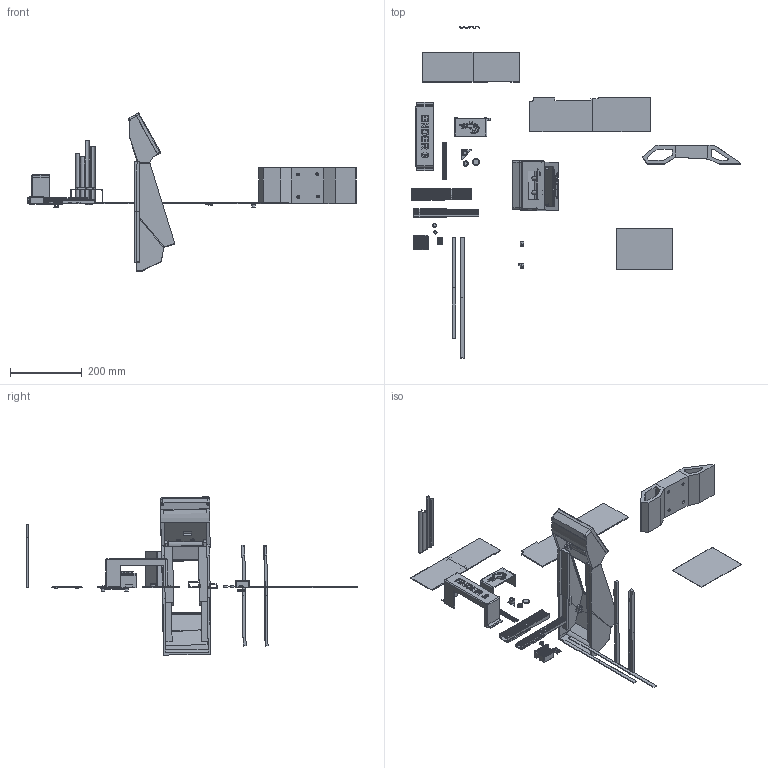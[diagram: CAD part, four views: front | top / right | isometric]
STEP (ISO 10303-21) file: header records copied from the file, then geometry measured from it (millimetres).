
FILE_DESCRIPTION(/* description */ (''),/* implementation_level */ '2;1');
FILE_NAME(/* name */ 'CPU For 3D Printer.step',/* time_stamp */ '2023-02-06T11:55:01+01:00',/* author */ (''),/* organization */ (''),/* preprocessor_version */ 'ST-DEVELOPER v19.2',/* originating_system */ 'Autodesk Translation Framework v11.17.0.187',/* authorisation */ '');
FILE_SCHEMA (('AUTOMOTIVE_DESIGN { 1 0 10303 214 3 1 1 }'));
Products named in the file (2): PC; CNC
Assembly tree (1 placements, depth 2):
  PC
    CNC
Bounding box: 913.46 x 923.08 x 439.81 mm (x, y, z)
Volume: 1915168.6 mm3; surface area: 762034.4 mm2
Topology: 39 solids, 40 shells, 1765 faces, 4690 edges, 3087 vertices
Faces by surface type: plane 782, bspline 662, cylinder 298, torus 10, sphere 8, cone 5
Full cylindrical faces by diameter (mm): 2 x3, 3 x24, 5 x4, 7 x3, 8 x4, 9 x2, 9.9 x2, 10 x12, 11 x1, 15 x2
Entity records: 57744 total; most frequent: CARTESIAN_POINT 19065, ORIENTED_EDGE 9364, DIRECTION 6221, EDGE_CURVE 4682, VERTEX_POINT 3083, LINE 2713, VECTOR 2713, EDGE_LOOP 1917
